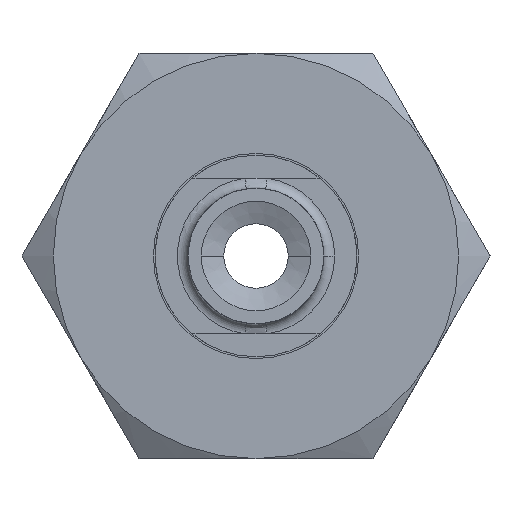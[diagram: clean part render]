
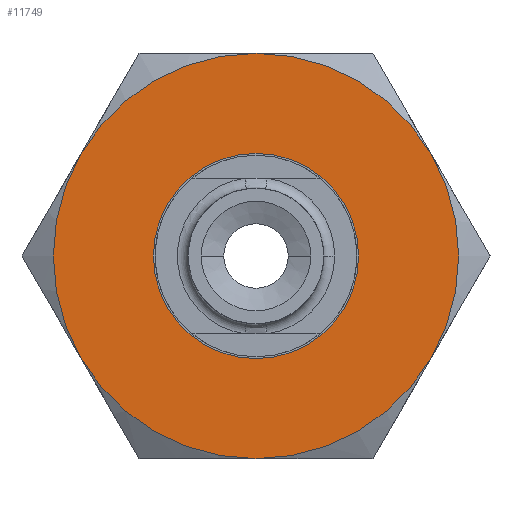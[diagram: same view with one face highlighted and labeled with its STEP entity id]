
A CAD part, left-side view. The second image highlights one B-rep face of the part: STEP entity #11749.
In plain terms, the highlighted planar face has unit normal (-1, 0, 0).
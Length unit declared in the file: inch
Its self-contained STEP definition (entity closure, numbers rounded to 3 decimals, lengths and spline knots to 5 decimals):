
#3 = CARTESIAN_POINT ( 'NONE',  ( -0.9445, 0., -0.5625 ) ) ;
#144 = CARTESIAN_POINT ( 'NONE',  ( -0.9445, 0., 0. ) ) ;
#426 = EDGE_CURVE ( 'NONE', #8383, #1334, #7651, .T. ) ;
#438 = CARTESIAN_POINT ( 'NONE',  ( -0.9445, 0., 0. ) ) ;
#530 = CARTESIAN_POINT ( 'NONE',  ( -0.9445, 0.48714, 0.28125 ) ) ;
#817 = DIRECTION ( 'NONE',  ( -1., 0., 0. ) ) ;
#864 = DIRECTION ( 'NONE',  ( 0., 0., 1. ) ) ;
#879 = ORIENTED_EDGE ( 'NONE', *, *, #5744, .T. ) ;
#1334 = VERTEX_POINT ( 'NONE', #2146 ) ;
#1490 = CARTESIAN_POINT ( 'NONE',  ( -0.9445, 0., 0. ) ) ;
#1607 = CARTESIAN_POINT ( 'NONE',  ( -0.9445, 0., 0.28475 ) ) ;
#1715 = DIRECTION ( 'NONE',  ( 0., 0., 1. ) ) ;
#1793 = DIRECTION ( 'NONE',  ( 0., 0., 1. ) ) ;
#1823 = ORIENTED_EDGE ( 'NONE', *, *, #3218, .T. ) ;
#2036 = DIRECTION ( 'NONE',  ( 0., 0., 1. ) ) ;
#2146 = CARTESIAN_POINT ( 'NONE',  ( -0.9445, -0.48714, -0.28125 ) ) ;
#2204 = CIRCLE ( 'NONE', #10959, 0.5625 ) ;
#2401 = ORIENTED_EDGE ( 'NONE', *, *, #9601, .T. ) ;
#2730 = DIRECTION ( 'NONE',  ( -1., 0., 0. ) ) ;
#2920 = DIRECTION ( 'NONE',  ( -1., 0., 0. ) ) ;
#3179 = FACE_OUTER_BOUND ( 'NONE', #11647, .T. ) ;
#3218 = EDGE_CURVE ( 'NONE', #1334, #9734, #4210, .T. ) ;
#3293 = DIRECTION ( 'NONE',  ( -1., 0., 0. ) ) ;
#3351 = CIRCLE ( 'NONE', #8536, 0.28475 ) ;
#3419 = ORIENTED_EDGE ( 'NONE', *, *, #426, .T. ) ;
#3634 = EDGE_LOOP ( 'NONE', ( #4950, #6495 ) ) ;
#3661 = DIRECTION ( 'NONE',  ( 0., 0., 1. ) ) ;
#3754 = CARTESIAN_POINT ( 'NONE',  ( -0.9445, 0., 0. ) ) ;
#3774 = PLANE ( 'NONE',  #5342 ) ;
#4028 = CARTESIAN_POINT ( 'NONE',  ( -0.9445, 0., 0. ) ) ;
#4210 = CIRCLE ( 'NONE', #4818, 0.5625 ) ;
#4467 = CARTESIAN_POINT ( 'NONE',  ( -0.9445, 0., 0. ) ) ;
#4572 = ORIENTED_EDGE ( 'NONE', *, *, #10706, .T. ) ;
#4806 = DIRECTION ( 'NONE',  ( -1., 0., 0. ) ) ;
#4818 = AXIS2_PLACEMENT_3D ( 'NONE', #5970, #817, #1793 ) ;
#4950 = ORIENTED_EDGE ( 'NONE', *, *, #8171, .F. ) ;
#4956 = DIRECTION ( 'NONE',  ( 1., 0., 0. ) ) ;
#5342 = AXIS2_PLACEMENT_3D ( 'NONE', #6954, #4956, #13044 ) ;
#5744 = EDGE_CURVE ( 'NONE', #7411, #8096, #6805, .T. ) ;
#5780 = AXIS2_PLACEMENT_3D ( 'NONE', #4028, #6039, #2036 ) ;
#5970 = CARTESIAN_POINT ( 'NONE',  ( -0.9445, 0., 0. ) ) ;
#6039 = DIRECTION ( 'NONE',  ( -1., 0., 0. ) ) ;
#6495 = ORIENTED_EDGE ( 'NONE', *, *, #12127, .F. ) ;
#6678 = DIRECTION ( 'NONE',  ( 0., 0., 1. ) ) ;
#6709 = CARTESIAN_POINT ( 'NONE',  ( -0.9445, 0., 0.5625 ) ) ;
#6805 = CIRCLE ( 'NONE', #12309, 0.5625 ) ;
#6876 = CIRCLE ( 'NONE', #13356, 0.28475 ) ;
#6954 = CARTESIAN_POINT ( 'NONE',  ( -0.9445, 0.28475, 0. ) ) ;
#7061 = CARTESIAN_POINT ( 'NONE',  ( -0.9445, 0., 0. ) ) ;
#7077 = VERTEX_POINT ( 'NONE', #1607 ) ;
#7411 = VERTEX_POINT ( 'NONE', #6709 ) ;
#7617 = VERTEX_POINT ( 'NONE', #13210 ) ;
#7651 = CIRCLE ( 'NONE', #12717, 0.5625 ) ;
#7725 = DIRECTION ( 'NONE',  ( -1., 0., 0. ) ) ;
#8045 = CIRCLE ( 'NONE', #8640, 0.5625 ) ;
#8096 = VERTEX_POINT ( 'NONE', #530 ) ;
#8171 = EDGE_CURVE ( 'NONE', #7077, #7617, #3351, .T. ) ;
#8333 = VERTEX_POINT ( 'NONE', #9545 ) ;
#8383 = VERTEX_POINT ( 'NONE', #3 ) ;
#8401 = CARTESIAN_POINT ( 'NONE',  ( -0.9445, -0.48714, 0.28125 ) ) ;
#8419 = EDGE_CURVE ( 'NONE', #9734, #7411, #11270, .T. ) ;
#8536 = AXIS2_PLACEMENT_3D ( 'NONE', #438, #2730, #9844 ) ;
#8640 = AXIS2_PLACEMENT_3D ( 'NONE', #7061, #2920, #864 ) ;
#8821 = DIRECTION ( 'NONE',  ( -1., 0., 0. ) ) ;
#9006 = FACE_BOUND ( 'NONE', #3634, .T. ) ;
#9545 = CARTESIAN_POINT ( 'NONE',  ( -0.9445, 0.48714, -0.28125 ) ) ;
#9601 = EDGE_CURVE ( 'NONE', #8333, #8383, #8045, .T. ) ;
#9734 = VERTEX_POINT ( 'NONE', #8401 ) ;
#9844 = DIRECTION ( 'NONE',  ( 0., 0., 1. ) ) ;
#10706 = EDGE_CURVE ( 'NONE', #8096, #8333, #2204, .T. ) ;
#10959 = AXIS2_PLACEMENT_3D ( 'NONE', #144, #3293, #11493 ) ;
#11270 = CIRCLE ( 'NONE', #5780, 0.5625 ) ;
#11493 = DIRECTION ( 'NONE',  ( 0., 0., 1. ) ) ;
#11647 = EDGE_LOOP ( 'NONE', ( #879, #4572, #2401, #3419, #1823, #12154 ) ) ;
#11749 = ADVANCED_FACE ( 'NONE', ( #9006, #3179 ), #3774, .F. ) ;
#12127 = EDGE_CURVE ( 'NONE', #7617, #7077, #6876, .T. ) ;
#12154 = ORIENTED_EDGE ( 'NONE', *, *, #8419, .T. ) ;
#12309 = AXIS2_PLACEMENT_3D ( 'NONE', #1490, #8821, #3661 ) ;
#12717 = AXIS2_PLACEMENT_3D ( 'NONE', #4467, #7725, #6678 ) ;
#13044 = DIRECTION ( 'NONE',  ( 0., 0., -1. ) ) ;
#13210 = CARTESIAN_POINT ( 'NONE',  ( -0.9445, 0., -0.28475 ) ) ;
#13356 = AXIS2_PLACEMENT_3D ( 'NONE', #3754, #4806, #1715 ) ;
